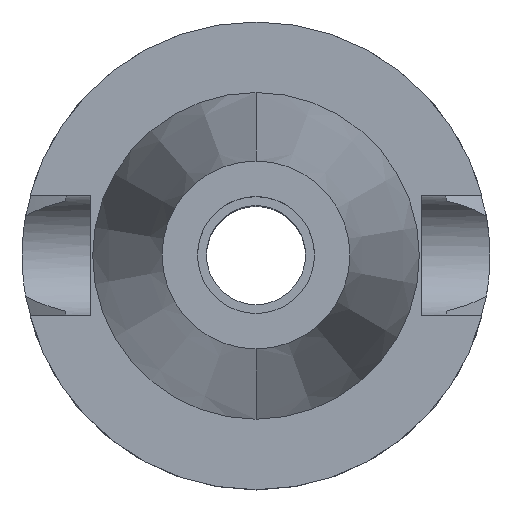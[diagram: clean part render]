
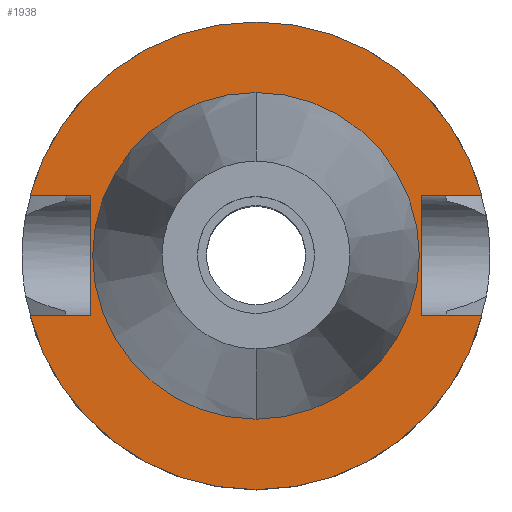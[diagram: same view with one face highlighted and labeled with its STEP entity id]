
A CAD part, top view. The second image highlights one B-rep face of the part: STEP entity #1938.
In plain terms, the highlighted planar face has unit normal (0, 0, 1).
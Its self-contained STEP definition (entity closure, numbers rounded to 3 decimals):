
#718=DIRECTION('',(1.,0.,0.));
#719=VECTOR('',#718,12.921);
#720=CARTESIAN_POINT('',(35.4,12.85,-1.5));
#721=LINE('',#720,#719);
#765=DIRECTION('',(0.,1.,0.));
#766=VECTOR('',#765,25.7);
#767=CARTESIAN_POINT('',(-35.4,-12.85,-1.5));
#768=LINE('',#767,#766);
#772=DIRECTION('',(-1.,0.,0.));
#773=VECTOR('',#772,12.921);
#774=CARTESIAN_POINT('',(-35.4,12.85,-1.5));
#775=LINE('',#774,#773);
#779=CARTESIAN_POINT('',(0.,0.,-1.5));
#780=DIRECTION('',(0.,0.,-1.));
#781=DIRECTION('',(-0.966,0.257,0.));
#782=AXIS2_PLACEMENT_3D('',#779,#780,#781);
#787=CARTESIAN_POINT('',(0.,0.,-1.5));
#788=DIRECTION('',(0.,0.,-1.));
#789=DIRECTION('',(0.,1.,0.));
#790=AXIS2_PLACEMENT_3D('',#787,#788,#789);
#795=DIRECTION('',(0.,-1.,0.));
#796=VECTOR('',#795,25.7);
#797=CARTESIAN_POINT('',(35.4,12.85,-1.5));
#798=LINE('',#797,#796);
#802=DIRECTION('',(1.,0.,0.));
#803=VECTOR('',#802,12.921);
#804=CARTESIAN_POINT('',(35.4,-12.85,-1.5));
#805=LINE('',#804,#803);
#809=CARTESIAN_POINT('',(0.,0.,-1.5));
#810=DIRECTION('',(0.,0.,-1.));
#811=DIRECTION('',(0.966,-0.257,0.));
#812=AXIS2_PLACEMENT_3D('',#809,#810,#811);
#817=CARTESIAN_POINT('',(0.,0.,-1.5));
#818=DIRECTION('',(0.,0.,-1.));
#819=DIRECTION('',(0.,-1.,0.));
#820=AXIS2_PLACEMENT_3D('',#817,#818,#819);
#825=CARTESIAN_POINT('',(0.,0.,-1.5));
#826=DIRECTION('',(0.,0.,1.));
#827=DIRECTION('',(0.,-1.,0.));
#828=AXIS2_PLACEMENT_3D('',#825,#826,#827);
#833=CARTESIAN_POINT('',(0.,0.,-1.5));
#834=DIRECTION('',(0.,0.,1.));
#835=DIRECTION('',(0.,1.,0.));
#836=AXIS2_PLACEMENT_3D('',#833,#834,#835);
#871=DIRECTION('',(-1.,0.,0.));
#872=VECTOR('',#871,12.921);
#873=CARTESIAN_POINT('',(-35.4,-12.85,-1.5));
#874=LINE('',#873,#872);
#1233=CARTESIAN_POINT('',(-35.4,-12.85,-1.5));
#1234=VERTEX_POINT('',#1233);
#1235=CARTESIAN_POINT('',(-48.321,-12.85,-1.5));
#1236=VERTEX_POINT('',#1235);
#1239=CARTESIAN_POINT('',(-35.4,12.85,-1.5));
#1240=VERTEX_POINT('',#1239);
#1241=CARTESIAN_POINT('',(-48.321,12.85,-1.5));
#1242=VERTEX_POINT('',#1241);
#1243=CARTESIAN_POINT('',(0.,50.,-1.5));
#1244=CARTESIAN_POINT('',(48.321,12.85,-1.5));
#1245=VERTEX_POINT('',#1243);
#1246=VERTEX_POINT('',#1244);
#1247=CARTESIAN_POINT('',(35.4,12.85,-1.5));
#1248=VERTEX_POINT('',#1247);
#1249=CARTESIAN_POINT('',(35.4,-12.85,-1.5));
#1250=VERTEX_POINT('',#1249);
#1251=CARTESIAN_POINT('',(48.321,-12.85,-1.5));
#1252=VERTEX_POINT('',#1251);
#1253=CARTESIAN_POINT('',(0.,-50.,-1.5));
#1254=VERTEX_POINT('',#1253);
#1255=CARTESIAN_POINT('',(0.,-34.925,-1.5));
#1256=CARTESIAN_POINT('',(0.,34.925,-1.5));
#1257=VERTEX_POINT('',#1255);
#1258=VERTEX_POINT('',#1256);
#1907=CARTESIAN_POINT('',(0.,0.,-1.5));
#1908=DIRECTION('',(0.,0.,-1.));
#1909=DIRECTION('',(0.,-1.,0.));
#1910=AXIS2_PLACEMENT_3D('',#1907,#1908,#1909);
#1911=PLANE('',#1910);
#1913=ORIENTED_EDGE('',*,*,#1912,.T.);
#1915=ORIENTED_EDGE('',*,*,#1914,.T.);
#1917=ORIENTED_EDGE('',*,*,#1916,.T.);
#1919=ORIENTED_EDGE('',*,*,#1918,.T.);
#1920=ORIENTED_EDGE('',*,*,#1883,.F.);
#1921=ORIENTED_EDGE('',*,*,#1897,.T.);
#1923=ORIENTED_EDGE('',*,*,#1922,.T.);
#1925=ORIENTED_EDGE('',*,*,#1924,.T.);
#1927=ORIENTED_EDGE('',*,*,#1926,.T.);
#1929=ORIENTED_EDGE('',*,*,#1928,.F.);
#1930=EDGE_LOOP('',(#1913,#1915,#1917,#1919,#1920,#1921,#1923,#1925,#1927,
#1929));
#1931=FACE_OUTER_BOUND('',#1930,.F.);
#1933=ORIENTED_EDGE('',*,*,#1932,.T.);
#1935=ORIENTED_EDGE('',*,*,#1934,.T.);
#1936=EDGE_LOOP('',(#1933,#1935));
#1937=FACE_BOUND('',#1936,.F.);
#783=CIRCLE('',#782,50.);
#791=CIRCLE('',#790,50.);
#813=CIRCLE('',#812,50.);
#821=CIRCLE('',#820,50.);
#829=CIRCLE('',#828,34.925);
#837=CIRCLE('',#836,34.925);
#1883=EDGE_CURVE('',#1248,#1246,#721,.T.);
#1897=EDGE_CURVE('',#1248,#1250,#798,.T.);
#1912=EDGE_CURVE('',#1234,#1240,#768,.T.);
#1914=EDGE_CURVE('',#1240,#1242,#775,.T.);
#1916=EDGE_CURVE('',#1242,#1245,#783,.T.);
#1918=EDGE_CURVE('',#1245,#1246,#791,.T.);
#1922=EDGE_CURVE('',#1250,#1252,#805,.T.);
#1924=EDGE_CURVE('',#1252,#1254,#813,.T.);
#1926=EDGE_CURVE('',#1254,#1236,#821,.T.);
#1928=EDGE_CURVE('',#1234,#1236,#874,.T.);
#1932=EDGE_CURVE('',#1257,#1258,#829,.T.);
#1934=EDGE_CURVE('',#1258,#1257,#837,.T.);
#1938=ADVANCED_FACE('',(#1931,#1937),#1911,.F.);
